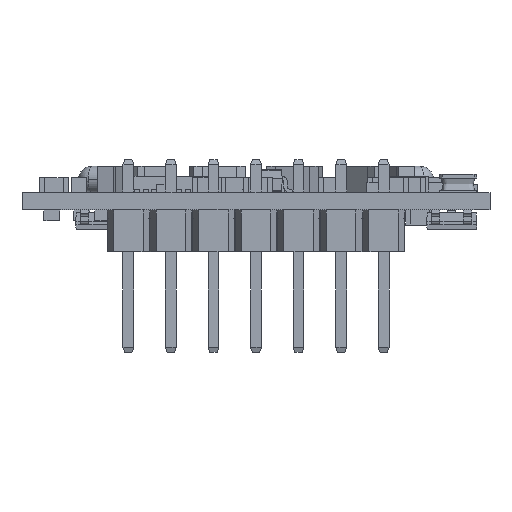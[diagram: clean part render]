
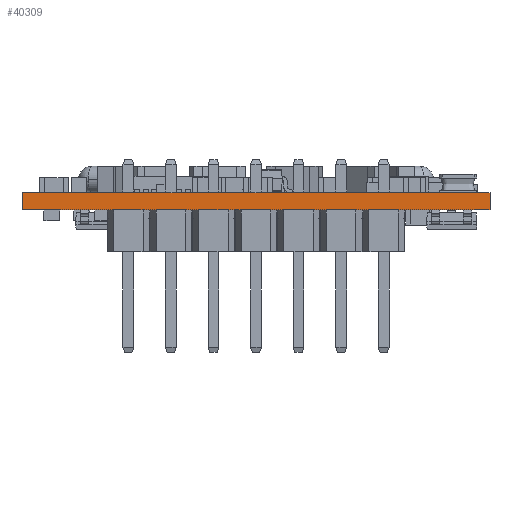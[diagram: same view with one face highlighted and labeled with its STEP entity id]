
A CAD part, front view. The second image highlights one B-rep face of the part: STEP entity #40309.
In plain terms, the highlighted planar face has unit normal (0, -1, 0).
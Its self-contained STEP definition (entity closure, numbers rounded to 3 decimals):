
#2178 = LINE ( 'NONE', #36094, #47746 ) ;
#5357 = VERTEX_POINT ( 'NONE', #24241 ) ;
#5830 = DIRECTION ( 'NONE',  ( 0., 1., 0. ) ) ;
#8246 = ORIENTED_EDGE ( 'NONE', *, *, #17671, .F. ) ;
#10558 = VERTEX_POINT ( 'NONE', #72656 ) ;
#12066 = CARTESIAN_POINT ( 'NONE',  ( -13.97, 0., 0. ) ) ;
#14205 = LINE ( 'NONE', #37133, #16347 ) ;
#16347 = VECTOR ( 'NONE', #25123, 1000. ) ;
#17671 = EDGE_CURVE ( 'NONE', #27524, #5357, #14205, .T. ) ;
#17896 = AXIS2_PLACEMENT_3D ( 'NONE', #12066, #5830, #41553 ) ;
#19122 = DIRECTION ( 'NONE',  ( -1., 0., 0. ) ) ;
#21172 = ORIENTED_EDGE ( 'NONE', *, *, #69563, .T. ) ;
#22207 = PLANE ( 'NONE',  #17896 ) ;
#24241 = CARTESIAN_POINT ( 'NONE',  ( -13.97, 0., 1.016 ) ) ;
#25123 = DIRECTION ( 'NONE',  ( 0., 0., 1. ) ) ;
#25874 = DIRECTION ( 'NONE',  ( 0., 0., 1. ) ) ;
#27524 = VERTEX_POINT ( 'NONE', #29487 ) ;
#27724 = VECTOR ( 'NONE', #59904, 1000. ) ;
#29487 = CARTESIAN_POINT ( 'NONE',  ( -13.97, 0., 0. ) ) ;
#30039 = CARTESIAN_POINT ( 'NONE',  ( -13.97, 0., 1.016 ) ) ;
#30808 = CARTESIAN_POINT ( 'NONE',  ( -13.97, 0., 0. ) ) ;
#31283 = VECTOR ( 'NONE', #19122, 1000. ) ;
#36094 = CARTESIAN_POINT ( 'NONE',  ( 13.97, 0., 0. ) ) ;
#37133 = CARTESIAN_POINT ( 'NONE',  ( -13.97, 0., 0. ) ) ;
#38532 = FACE_OUTER_BOUND ( 'NONE', #45203, .T. ) ;
#40214 = EDGE_CURVE ( 'NONE', #10558, #27524, #66885, .T. ) ;
#40309 = ADVANCED_FACE ( 'NONE', ( #38532 ), #22207, .F. ) ;
#41553 = DIRECTION ( 'NONE',  ( 1., 0., 0. ) ) ;
#45203 = EDGE_LOOP ( 'NONE', ( #21172, #8246, #69323, #68948 ) ) ;
#47173 = EDGE_CURVE ( 'NONE', #10558, #68029, #2178, .T. ) ;
#47746 = VECTOR ( 'NONE', #25874, 1000. ) ;
#52712 = CARTESIAN_POINT ( 'NONE',  ( 13.97, 0., 1.016 ) ) ;
#59904 = DIRECTION ( 'NONE',  ( -1., 0., 0. ) ) ;
#66885 = LINE ( 'NONE', #30808, #27724 ) ;
#68029 = VERTEX_POINT ( 'NONE', #52712 ) ;
#68948 = ORIENTED_EDGE ( 'NONE', *, *, #47173, .T. ) ;
#69323 = ORIENTED_EDGE ( 'NONE', *, *, #40214, .F. ) ;
#69563 = EDGE_CURVE ( 'NONE', #68029, #5357, #72303, .T. ) ;
#72303 = LINE ( 'NONE', #30039, #31283 ) ;
#72656 = CARTESIAN_POINT ( 'NONE',  ( 13.97, 0., 0. ) ) ;
